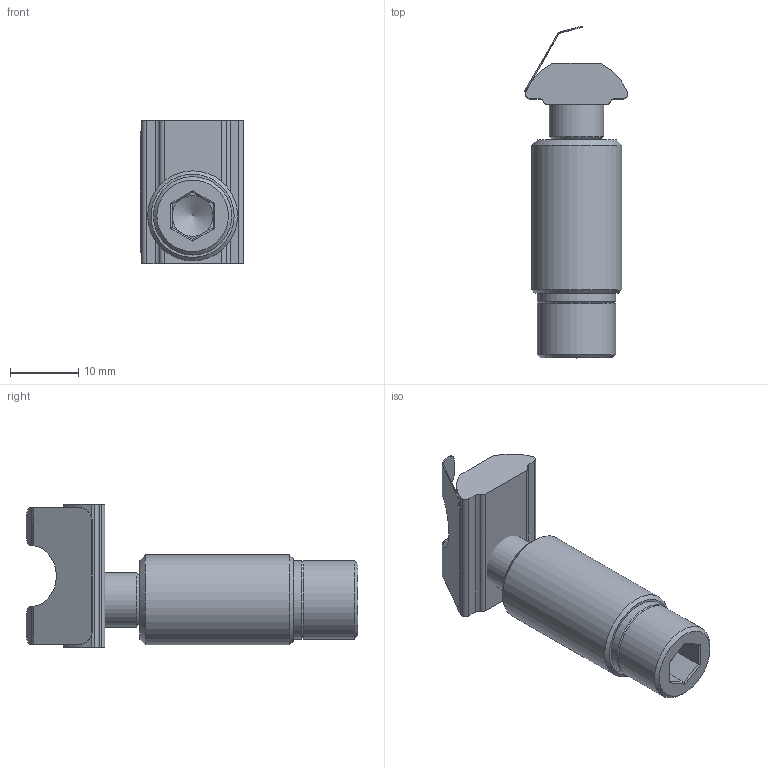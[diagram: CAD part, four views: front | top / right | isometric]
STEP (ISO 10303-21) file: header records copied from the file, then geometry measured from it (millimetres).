
FILE_DESCRIPTION(/* description */ (''),/* implementation_level */ '2;1');
FILE_NAME(/* name */ '342845.stp',/* time_stamp */ '2019-11-16T10:16:05+01:00',/* author */ ('Špaček'),/* organization */ ('Alutec K&K'),/* preprocessor_version */ 'ST-DEVELOPER v17',/* originating_system */ 'Autodesk Inventor 2018',/* authorisation */ '');
FILE_SCHEMA (('AUTOMOTIVE_DESIGN { 1 0 10303 214 3 1 1 }'));
Length unit declared in the file: millimetre
Products named in the file (6): 342845; 342845_body; 342845_screw; 342845_01; fath_099h104_1; fath_099h104_2
Assembly tree (5 placements, depth 3):
  342845
    342845_body
    342845_screw
    342845_01
      fath_099h104_1
      fath_099h104_2
Bounding box: 15.18 x 48.71 x 21 mm (x, y, z)
Volume: 5426 mm3; surface area: 4514.2 mm2
Topology: 4 solids, 4 shells, 101 faces, 273 edges, 181 vertices
Faces by surface type: plane 46, cylinder 42, cone 9, bspline 4
Full cylindrical faces by diameter (mm): 6.647 x1, 7 x1, 8 x1, 8.3 x1, 11.5 x2, 13.2 x1
Entity records: 3986 total; most frequent: CARTESIAN_POINT 1024, DIRECTION 600, ORIENTED_EDGE 544, EDGE_CURVE 272, AXIS2_PLACEMENT_3D 233, VERTEX_POINT 181, LINE 134, VECTOR 134
